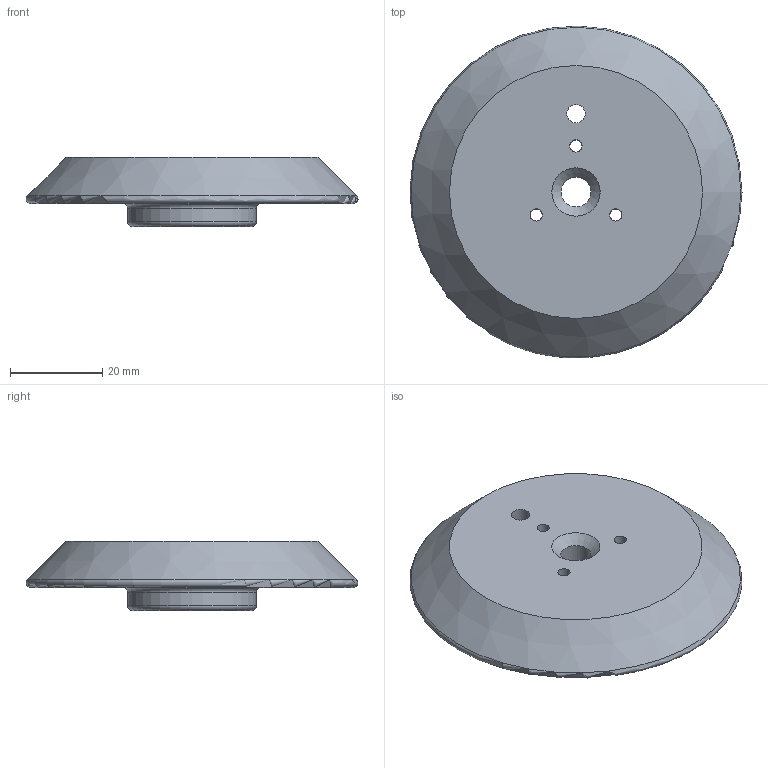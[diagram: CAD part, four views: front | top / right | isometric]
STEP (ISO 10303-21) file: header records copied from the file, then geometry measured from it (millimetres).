
FILE_DESCRIPTION(/* description */ (''),/* implementation_level */ '2;1');
FILE_NAME(/* name */ 'NewSpool2PartB.stp',/* time_stamp */ '2022-08-05T19:49:57-04:00',/* author */ ('Lionel Birglen'),/* organization */ (''),/* preprocessor_version */ 'ST-DEVELOPER v19',/* originating_system */ 'Autodesk Inventor 2023',/* authorisation */ '');
FILE_SCHEMA (('AUTOMOTIVE_DESIGN { 1 0 10303 214 3 1 1 }'));
Length unit declared in the file: millimetre
Products named in the file (1): NewSpool2PartB
Bounding box: 72.16 x 72.14 x 15 mm (x, y, z)
Volume: 35047 mm3; surface area: 10538 mm2
Topology: 1 solids, 1 shells, 26 faces, 64 edges, 40 vertices
Faces by surface type: cylinder 12, cone 8, plane 3, torus 3
Full cylindrical faces by diameter (mm): 2.65 x9, 4 x1, 6.5 x1, 28 x1
Entity records: 809 total; most frequent: DIRECTION 148, CARTESIAN_POINT 128, ORIENTED_EDGE 116, AXIS2_PLACEMENT_3D 64, EDGE_CURVE 58, EDGE_LOOP 42, VERTEX_POINT 40, CIRCLE 37
